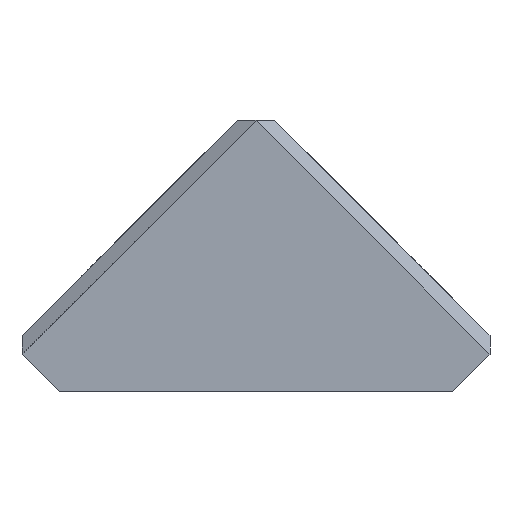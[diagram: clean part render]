
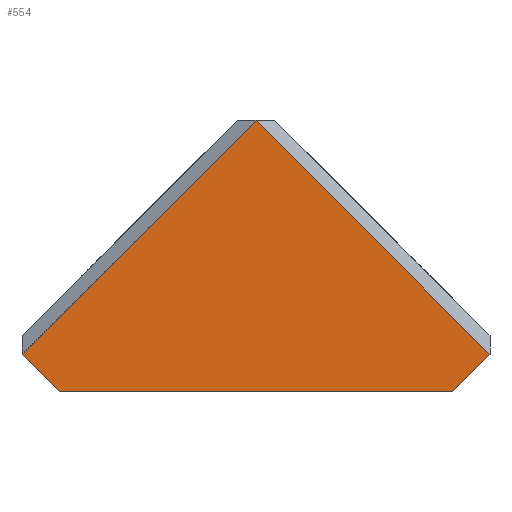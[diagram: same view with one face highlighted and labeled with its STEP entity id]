
A CAD part, left-side view. The second image highlights one B-rep face of the part: STEP entity #554.
In plain terms, the highlighted planar face has unit normal (-1, 0, 0).
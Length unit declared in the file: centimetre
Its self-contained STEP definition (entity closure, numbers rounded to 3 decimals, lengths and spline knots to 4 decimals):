
#43=PLANE($,#600);
#73=FACE_OUTER_BOUND($,#111,.T.);
#111=EDGE_LOOP($,(#509,#510,#511,#512,#513));
#148=LINE($,#826,#210);
#169=LINE($,#869,#231);
#174=LINE($,#881,#236);
#175=LINE($,#886,#237);
#181=LINE($,#901,#243);
#210=VECTOR($,#667,0.4);
#231=VECTOR($,#706,0.4);
#236=VECTOR($,#717,2.5);
#237=VECTOR($,#724,2.5);
#243=VECTOR($,#744,2.9698);
#275=VERTEX_POINT($,#823);
#276=VERTEX_POINT($,#825);
#288=VERTEX_POINT($,#866);
#289=VERTEX_POINT($,#868);
#293=VERTEX_POINT($,#879);
#332=EDGE_CURVE($,#276,#275,#148,.T.);
#354=EDGE_CURVE($,#289,#288,#169,.T.);
#360=EDGE_CURVE($,#288,#293,#174,.T.);
#362=EDGE_CURVE($,#293,#276,#175,.T.);
#369=EDGE_CURVE($,#275,#289,#181,.T.);
#509=ORIENTED_EDGE($,*,*,#369,.T.);
#510=ORIENTED_EDGE($,*,*,#354,.T.);
#511=ORIENTED_EDGE($,*,*,#360,.T.);
#512=ORIENTED_EDGE($,*,*,#362,.T.);
#513=ORIENTED_EDGE($,*,*,#332,.T.);
#554=ADVANCED_FACE($,(#73),#43,.T.);
#600=AXIS2_PLACEMENT_3D($,#904,#748,#749);
#667=DIRECTION($,(0.,-0.707,-0.707));
#706=DIRECTION($,(0.,-0.707,0.707));
#717=DIRECTION($,(0.,0.707,0.707));
#724=DIRECTION($,(0.,0.707,-0.707));
#744=DIRECTION($,(0.,-1.,0.));
#748=DIRECTION('center_axis',(-1.,0.,0.));
#749=DIRECTION('ref_axis',(0.,0.707,0.707));
#823=CARTESIAN_POINT('',(-2.2,2.6849,0.6464));
#825=CARTESIAN_POINT('',(-2.2,2.9678,0.9293));
#826=CARTESIAN_POINT($,(-2.2,2.9678,0.9293));
#866=CARTESIAN_POINT('',(-2.2,-0.5678,0.9293));
#868=CARTESIAN_POINT('',(-2.2,-0.2849,0.6464));
#869=CARTESIAN_POINT($,(-2.2,-0.2849,0.6464));
#879=CARTESIAN_POINT('',(-2.2,1.2,2.6971));
#881=CARTESIAN_POINT($,(-2.2,-0.5678,0.9293));
#886=CARTESIAN_POINT($,(-2.2,2.6142,1.2828));
#901=CARTESIAN_POINT($,(-2.2,-0.2849,0.6464));
#904=CARTESIAN_POINT('Origin',(-2.2,1.2,0.9293));
